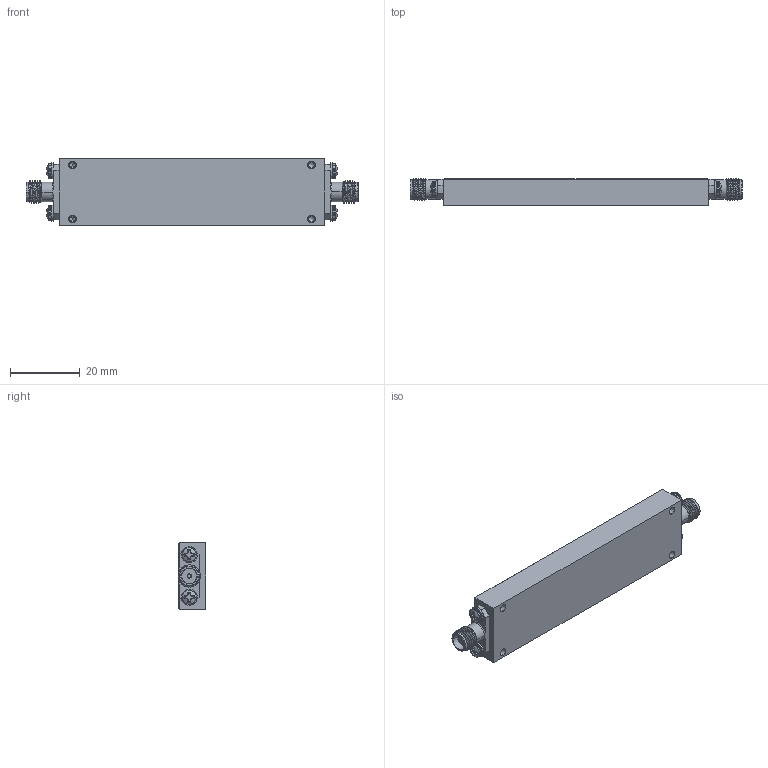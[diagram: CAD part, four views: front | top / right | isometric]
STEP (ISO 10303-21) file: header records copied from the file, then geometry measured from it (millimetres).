
FILE_DESCRIPTION (( 'STEP AP214' ), '1' );
FILE_NAME ('LPF2-2R54-SFF.STEP', '2022-10-06T15:27:14', ( '' ), ( '' ), 'SwSTEP 2.0', 'SolidWorks 2022', '' );
FILE_SCHEMA (( 'AUTOMOTIVE_DESIGN' ));
Length unit declared in the file: inch
Products named in the file (1): LPF2-2R54-SFF
Bounding box: 95.25 x 7.89 x 19.05 mm (x, y, z)
Volume: 12031.4 mm3; surface area: 8787.8 mm2
Topology: 12 solids, 12 shells, 604 faces, 2396 edges, 2058 vertices
Faces by surface type: plane 366, cylinder 148, cone 56, torus 20, sphere 8, bspline 6
Entity records: 42784 total; most frequent: CARTESIAN_POINT 14705, ORIENTED_EDGE 4776, DIRECTION 3294, EDGE_CURVE 2388, VERTEX_POINT 2058, LINE 1254, VECTOR 1254, AXIS2_PLACEMENT_3D 1020
